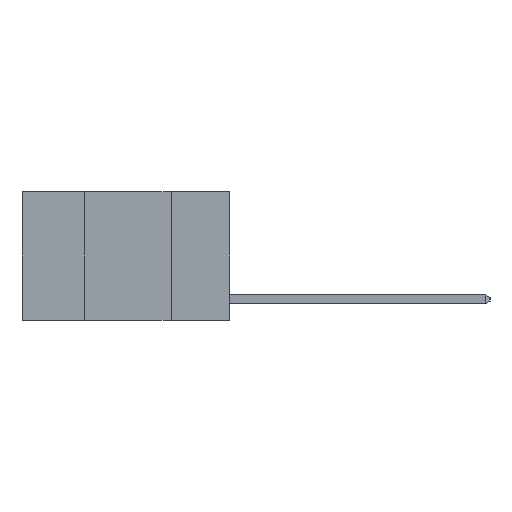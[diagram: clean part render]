
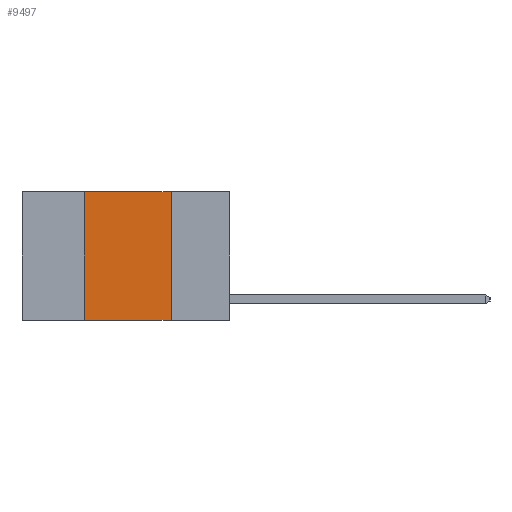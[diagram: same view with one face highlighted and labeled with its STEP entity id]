
A CAD part, left-side view. The second image highlights one B-rep face of the part: STEP entity #9497.
In plain terms, the highlighted planar face has unit normal (-1, 0, 0).
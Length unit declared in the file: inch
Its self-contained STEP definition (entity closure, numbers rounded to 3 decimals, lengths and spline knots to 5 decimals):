
#46 = VERTEX_POINT ( 'NONE', #1282 ) ;
#170 = DIRECTION ( 'NONE',  ( 0., 0., -1. ) ) ;
#354 = AXIS2_PLACEMENT_3D ( 'NONE', #9291, #5363, #170 ) ;
#968 = CARTESIAN_POINT ( 'NONE',  ( 0., 0.42, 0. ) ) ;
#989 = CARTESIAN_POINT ( 'NONE',  ( 0., 0.42, -0.37 ) ) ;
#1137 = LINE ( 'NONE', #9760, #9373 ) ;
#1282 = CARTESIAN_POINT ( 'NONE',  ( 0., 0.17, 0. ) ) ;
#3070 = ORIENTED_EDGE ( 'NONE', *, *, #7163, .F. ) ;
#3169 = DIRECTION ( 'NONE',  ( 0., -1., 0. ) ) ;
#3275 = EDGE_CURVE ( 'NONE', #7787, #46, #1137, .T. ) ;
#3659 = PLANE ( 'NONE',  #354 ) ;
#3724 = ORIENTED_EDGE ( 'NONE', *, *, #7560, .F. ) ;
#4696 = VECTOR ( 'NONE', #8847, 39.37008 ) ;
#4707 = VECTOR ( 'NONE', #5024, 39.37008 ) ;
#5024 = DIRECTION ( 'NONE',  ( 0., 0., -1. ) ) ;
#5336 = VERTEX_POINT ( 'NONE', #989 ) ;
#5363 = DIRECTION ( 'NONE',  ( 1., 0., 0. ) ) ;
#5688 = CARTESIAN_POINT ( 'NONE',  ( 0., 0.6, -0.37 ) ) ;
#6720 = VERTEX_POINT ( 'NONE', #9188 ) ;
#6861 = LINE ( 'NONE', #8986, #4707 ) ;
#7098 = LINE ( 'NONE', #8069, #4696 ) ;
#7163 = EDGE_CURVE ( 'NONE', #46, #6720, #6861, .T. ) ;
#7209 = LINE ( 'NONE', #5688, #9036 ) ;
#7560 = EDGE_CURVE ( 'NONE', #5336, #7787, #7098, .T. ) ;
#7579 = ORIENTED_EDGE ( 'NONE', *, *, #8144, .T. ) ;
#7787 = VERTEX_POINT ( 'NONE', #968 ) ;
#7920 = FACE_OUTER_BOUND ( 'NONE', #9828, .T. ) ;
#8026 = ORIENTED_EDGE ( 'NONE', *, *, #3275, .F. ) ;
#8069 = CARTESIAN_POINT ( 'NONE',  ( 0., 0.42, 0. ) ) ;
#8144 = EDGE_CURVE ( 'NONE', #5336, #6720, #7209, .T. ) ;
#8847 = DIRECTION ( 'NONE',  ( 0., 0., 1. ) ) ;
#8986 = CARTESIAN_POINT ( 'NONE',  ( 0., 0.17, 0. ) ) ;
#9036 = VECTOR ( 'NONE', #3169, 39.37008 ) ;
#9188 = CARTESIAN_POINT ( 'NONE',  ( 0., 0.17, -0.37 ) ) ;
#9291 = CARTESIAN_POINT ( 'NONE',  ( 0., 0.6, 0. ) ) ;
#9373 = VECTOR ( 'NONE', #10532, 39.37008 ) ;
#9497 = ADVANCED_FACE ( 'NONE', ( #7920 ), #3659, .F. ) ;
#9760 = CARTESIAN_POINT ( 'NONE',  ( 0., 0.6, 0. ) ) ;
#9828 = EDGE_LOOP ( 'NONE', ( #3070, #8026, #3724, #7579 ) ) ;
#10532 = DIRECTION ( 'NONE',  ( 0., -1., 0. ) ) ;
